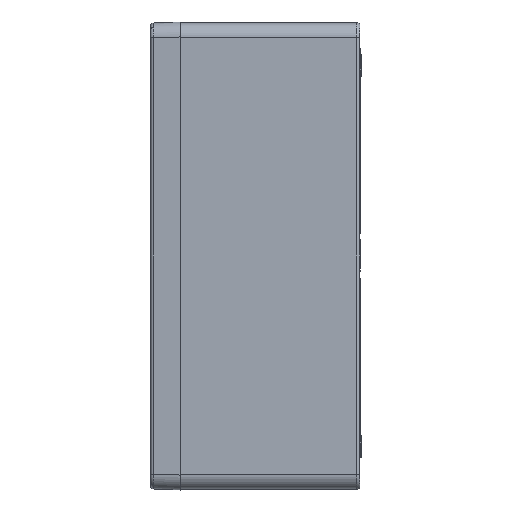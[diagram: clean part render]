
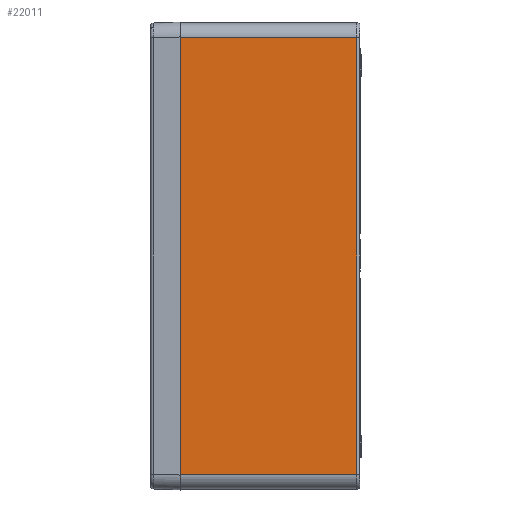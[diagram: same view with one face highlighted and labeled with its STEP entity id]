
A CAD part, left-side view. The second image highlights one B-rep face of the part: STEP entity #22011.
In plain terms, the highlighted planar face has unit normal (-1, 0, 0).
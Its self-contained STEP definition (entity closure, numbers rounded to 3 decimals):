
#1702=PLANE('',#23809);
#2706=LINE('',#52516,#4280);
#2721=LINE('',#52936,#4295);
#2722=LINE('',#52938,#4296);
#2723=LINE('',#52939,#4297);
#4280=VECTOR('',#27228,1000.);
#4295=VECTOR('',#27251,1000.);
#4296=VECTOR('',#27252,1000.);
#4297=VECTOR('',#27253,1000.);
#6389=FACE_OUTER_BOUND('',#8012,.T.);
#8012=EDGE_LOOP('',(#17850,#17851,#17852,#17853));
#10782=VERTEX_POINT('',#52513);
#10783=VERTEX_POINT('',#52515);
#10812=VERTEX_POINT('',#52935);
#10813=VERTEX_POINT('',#52937);
#13322=EDGE_CURVE('',#10782,#10783,#2706,.T.);
#13352=EDGE_CURVE('',#10782,#10812,#2721,.T.);
#13353=EDGE_CURVE('',#10812,#10813,#2722,.T.);
#13354=EDGE_CURVE('',#10813,#10783,#2723,.T.);
#17850=ORIENTED_EDGE('',*,*,#13352,.T.);
#17851=ORIENTED_EDGE('',*,*,#13353,.T.);
#17852=ORIENTED_EDGE('',*,*,#13354,.T.);
#17853=ORIENTED_EDGE('',*,*,#13322,.F.);
#22011=ADVANCED_FACE('',(#6389),#1702,.T.);
#23809=AXIS2_PLACEMENT_3D('',#52934,#27249,#27250);
#27228=DIRECTION('',(0.,0.,1.));
#27249=DIRECTION('center_axis',(-1.,0.,0.));
#27250=DIRECTION('ref_axis',(0.,0.,1.));
#27251=DIRECTION('',(0.,-1.,0.));
#27252=DIRECTION('',(0.,0.,1.));
#27253=DIRECTION('',(0.,1.,0.));
#52513=CARTESIAN_POINT('',(-201.5,0.,-146.));
#52515=CARTESIAN_POINT('',(-201.5,0.,146.));
#52516=CARTESIAN_POINT('',(-201.5,0.,-156.));
#52934=CARTESIAN_POINT('Origin',(-201.5,-120.,-156.));
#52935=CARTESIAN_POINT('',(-201.5,-118.,-146.));
#52936=CARTESIAN_POINT('',(-201.5,-120.,-146.));
#52937=CARTESIAN_POINT('',(-201.5,-118.,146.));
#52938=CARTESIAN_POINT('',(-201.5,-118.,146.));
#52939=CARTESIAN_POINT('',(-201.5,-120.,146.));
